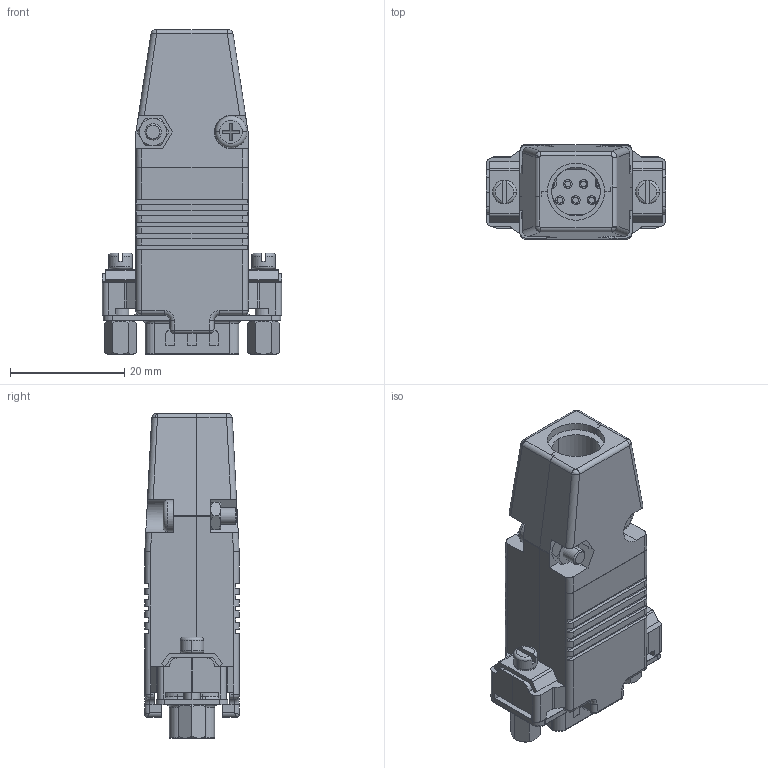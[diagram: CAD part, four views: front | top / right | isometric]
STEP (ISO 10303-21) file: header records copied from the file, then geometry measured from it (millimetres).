
FILE_DESCRIPTION (( 'STEP AP214' ), '1' );
FILE_NAME ('FM1034_3D.step', '2023-10-04T16:30:56', ( '' ), ( '' ), 'SwSTEP 2.0', 'SolidWorks 2022', '' );
FILE_SCHEMA (( 'AUTOMOTIVE_DESIGN' ));
Length unit declared in the file: inch
Products named in the file (10): Copy of 3AA01-009^FM1034_3AA01-009-437; Copy of 3AA10-001^FM1034; Copy of SDC9AG^FM1034; FM1034_3D; Copy of SD9P^FM1034; Copy of SD9S^FM1034_Supplier Connector; Copy of GROM-9&15-MA2^FM1034_SDC15G-5; Copy of 3AA02-005^FM1034; Copy of SDH-PROD^FM1034; Copy of 3AA01-003^FM1034_3AA01-003-437
Assembly tree (15 placements, depth 2):
  FM1034_3D
    Copy of SDC9AG^FM1034  x2
    Copy of 3AA10-001^FM1034  x2
    Copy of 3AA01-003^FM1034_3AA01-003-437  x2
    Copy of 3AA02-005^FM1034  x2
    Copy of 3AA01-009^FM1034_3AA01-009-437  x2
    Copy of GROM-9&15-MA2^FM1034_SDC15G-5
    Copy of SD9P^FM1034
    Copy of SD9S^FM1034_Supplier Connector
    Copy of SDH-PROD^FM1034  x2
Bounding box: 31.3 x 16.5 x 56.78 mm (x, y, z)
Volume: 9162.7 mm3; surface area: 13811.9 mm2
Topology: 15 solids, 15 shells, 982 faces, 2501 edges, 1581 vertices
Faces by surface type: plane 501, cylinder 313, cone 58, torus 47, bspline 33, sphere 30
Entity records: 26114 total; most frequent: CARTESIAN_POINT 5310, DIRECTION 3604, ORIENTED_EDGE 3438, EDGE_CURVE 1719, AXIS2_PLACEMENT_3D 1296, VERTEX_POINT 1094, LINE 1012, VECTOR 1012
